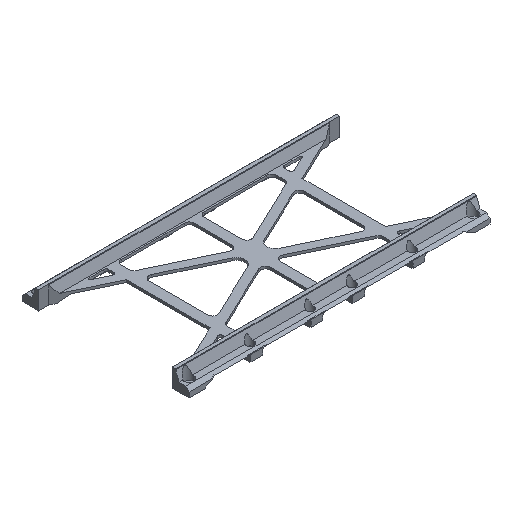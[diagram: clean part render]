
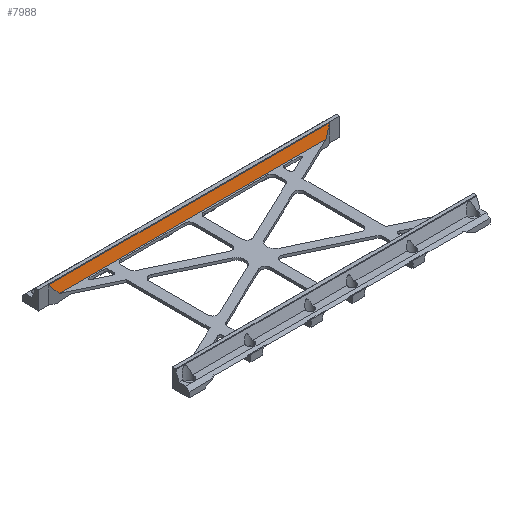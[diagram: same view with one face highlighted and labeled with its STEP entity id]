
A CAD part, isometric view. The second image highlights one B-rep face of the part: STEP entity #7988.
In plain terms, the highlighted planar face has unit normal (0, -0.94, 0.342).
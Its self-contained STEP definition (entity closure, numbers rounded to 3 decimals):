
#621 = DIRECTION ( 'NONE',  ( -1., 0., 0. ) ) ;
#707 = DIRECTION ( 'NONE',  ( 0., -0.94, 0.342 ) ) ;
#719 = ORIENTED_EDGE ( 'NONE', *, *, #5248, .F. ) ;
#923 = ORIENTED_EDGE ( 'NONE', *, *, #1886, .F. ) ;
#1521 = VERTEX_POINT ( 'NONE', #2587 ) ;
#1535 = CARTESIAN_POINT ( 'NONE',  ( 79.8, 38., 2.5 ) ) ;
#1886 = EDGE_CURVE ( 'NONE', #1521, #4602, #5335, .T. ) ;
#2108 = EDGE_LOOP ( 'NONE', ( #719, #7493, #923, #5301 ) ) ;
#2292 = VECTOR ( 'NONE', #621, 1000. ) ;
#2327 = DIRECTION ( 'NONE',  ( -0.583, 0.278, 0.763 ) ) ;
#2496 = LINE ( 'NONE', #6195, #2292 ) ;
#2587 = CARTESIAN_POINT ( 'NONE',  ( -79.8, 38., 2.5 ) ) ;
#2647 = VERTEX_POINT ( 'NONE', #6698 ) ;
#3216 = CARTESIAN_POINT ( 'NONE',  ( 84., 40., 7.995 ) ) ;
#4260 = CARTESIAN_POINT ( 'NONE',  ( -52.643, 25.068, -33.03 ) ) ;
#4367 = FACE_OUTER_BOUND ( 'NONE', #2108, .T. ) ;
#4602 = VERTEX_POINT ( 'NONE', #6435 ) ;
#4964 = VECTOR ( 'NONE', #5119, 1000. ) ;
#5119 = DIRECTION ( 'NONE',  ( 1., 0., 0. ) ) ;
#5235 = VECTOR ( 'NONE', #2327, 1000. ) ;
#5248 = EDGE_CURVE ( 'NONE', #2647, #7551, #6053, .T. ) ;
#5301 = ORIENTED_EDGE ( 'NONE', *, *, #6733, .F. ) ;
#5335 = LINE ( 'NONE', #4260, #5235 ) ;
#5391 = DIRECTION ( 'NONE',  ( -0.583, -0.278, -0.763 ) ) ;
#5558 = AXIS2_PLACEMENT_3D ( 'NONE', #5671, #707, #8175 ) ;
#5671 = CARTESIAN_POINT ( 'NONE',  ( 0., 38., 2.5 ) ) ;
#6053 = LINE ( 'NONE', #6205, #7038 ) ;
#6195 = CARTESIAN_POINT ( 'NONE',  ( -84., 38., 2.5 ) ) ;
#6205 = CARTESIAN_POINT ( 'NONE',  ( 52.643, 25.068, -33.03 ) ) ;
#6383 = EDGE_CURVE ( 'NONE', #4602, #2647, #7847, .T. ) ;
#6435 = CARTESIAN_POINT ( 'NONE',  ( -84., 40., 7.995 ) ) ;
#6698 = CARTESIAN_POINT ( 'NONE',  ( 84., 40., 7.995 ) ) ;
#6733 = EDGE_CURVE ( 'NONE', #7551, #1521, #2496, .T. ) ;
#7038 = VECTOR ( 'NONE', #5391, 1000. ) ;
#7493 = ORIENTED_EDGE ( 'NONE', *, *, #6383, .F. ) ;
#7551 = VERTEX_POINT ( 'NONE', #1535 ) ;
#7594 = PLANE ( 'NONE',  #5558 ) ;
#7847 = LINE ( 'NONE', #3216, #4964 ) ;
#7988 = ADVANCED_FACE ( 'NONE', ( #4367 ), #7594, .T. ) ;
#8175 = DIRECTION ( 'NONE',  ( 1., 0., 0. ) ) ;
